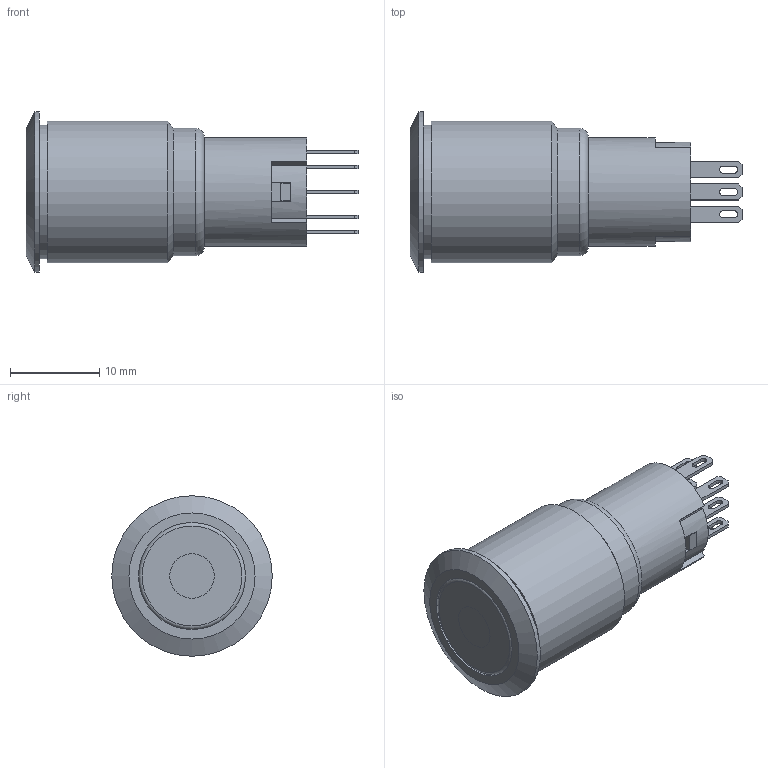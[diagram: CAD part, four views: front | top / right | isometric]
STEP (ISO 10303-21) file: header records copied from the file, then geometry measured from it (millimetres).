
FILE_DESCRIPTION(/* description */ (''),/* implementation_level */ '2;1');
FILE_NAME(/* name */ 'PV3F2H0xx-2xx.stp',/* time_stamp */ '2025-05-28T13:34:51-05:00',/* author */ ('mroman'),/* organization */ (''),/* preprocessor_version */ 'ST-DEVELOPER v18.1',/* originating_system */ 'Autodesk Inventor 2022',/* authorisation */ '');
FILE_SCHEMA (('AUTOMOTIVE_DESIGN { 1 0 10303 214 3 1 1 }','FEATURE_BASED_PROCESS_PLANNING'));
Length unit declared in the file: centimetre
Products named in the file (1): PV3F2H0xx-2xx
Bounding box: 37.25 x 18 x 18 mm (x, y, z)
Volume: 4076.4 mm3; surface area: 2894.8 mm2
Topology: 1 solids, 2 shells, 346 faces, 914 edges, 605 vertices
Faces by surface type: plane 240, bspline 68, cylinder 34, cone 2, torus 2
Full cylindrical faces by diameter (mm): 5 x1, 12 x2, 12.2 x1, 14.3 x1, 15 x1, 15.9 x1, 18 x1
Entity records: 11183 total; most frequent: CARTESIAN_POINT 2871, ORIENTED_EDGE 1828, DIRECTION 1437, EDGE_CURVE 914, LINE 677, VECTOR 677, VERTEX_POINT 605, EDGE_LOOP 403
